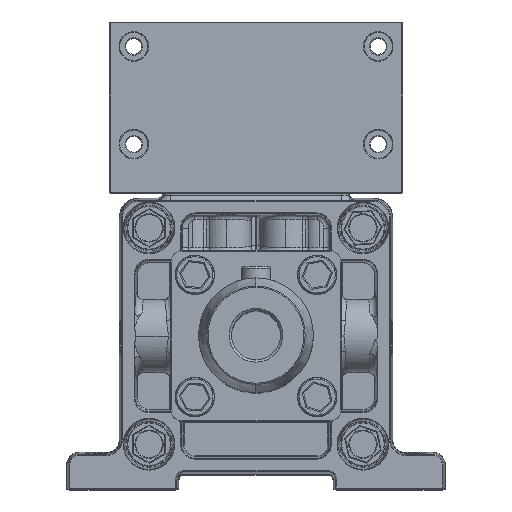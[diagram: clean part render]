
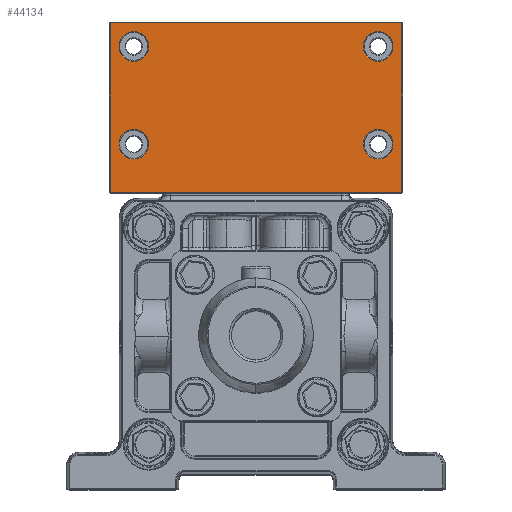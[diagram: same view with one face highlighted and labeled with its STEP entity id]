
A CAD part, top view. The second image highlights one B-rep face of the part: STEP entity #44134.
In plain terms, the highlighted planar face has unit normal (0, 0, 1).
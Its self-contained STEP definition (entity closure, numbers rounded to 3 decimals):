
#707 = CARTESIAN_POINT ( 'NONE',  ( 121.45, 141., 25. ) ) ;
#751 = CARTESIAN_POINT ( 'NONE',  ( 121.45, 181., 25. ) ) ;
#756 = CARTESIAN_POINT ( 'NONE',  ( 133.55, 181., 25. ) ) ;
#1168 = CARTESIAN_POINT ( 'NONE',  ( 137.2, 190.7, 25. ) ) ;
#1169 = CARTESIAN_POINT ( 'NONE',  ( 17.8, 190.7, 25. ) ) ;
#1170 = CARTESIAN_POINT ( 'NONE',  ( 17.8, 121.3, 25. ) ) ;
#1171 = CARTESIAN_POINT ( 'NONE',  ( 137.2, 121.3, 25. ) ) ;
#7235 = AXIS2_PLACEMENT_3D ( 'NONE', #76198, #76199, #76200 ) ;
#8392 = EDGE_CURVE ( 'NONE', #57292, #31170, #19390, .T. ) ;
#8396 = EDGE_CURVE ( 'NONE', #56925, #57261, #19412, .T. ) ;
#8399 = EDGE_CURVE ( 'NONE', #57090, #57030, #19428, .T. ) ;
#15928 = EDGE_LOOP ( 'NONE', ( #19567, #19569, #19572, #19575 ) ) ;
#15930 = EDGE_LOOP ( 'NONE', ( #19556, #19559 ) ) ;
#15931 = EDGE_LOOP ( 'NONE', ( #19545, #19548 ) ) ;
#15934 = EDGE_LOOP ( 'NONE', ( #19551, #19554 ) ) ;
#15935 = EDGE_LOOP ( 'NONE', ( #19562, #19565 ) ) ;
#19390 = CIRCLE ( 'NONE', #37424, 6.05 ) ;
#19412 = CIRCLE ( 'NONE', #37426, 6.05 ) ;
#19428 = CIRCLE ( 'NONE', #37428, 6.05 ) ;
#19545 = ORIENTED_EDGE ( 'NONE', *, *, #28127, .T. ) ;
#19548 = ORIENTED_EDGE ( 'NONE', *, *, #49543, .T. ) ;
#19551 = ORIENTED_EDGE ( 'NONE', *, *, #8392, .T. ) ;
#19554 = ORIENTED_EDGE ( 'NONE', *, *, #49544, .T. ) ;
#19556 = ORIENTED_EDGE ( 'NONE', *, *, #8396, .T. ) ;
#19559 = ORIENTED_EDGE ( 'NONE', *, *, #49545, .T. ) ;
#19562 = ORIENTED_EDGE ( 'NONE', *, *, #8399, .T. ) ;
#19565 = ORIENTED_EDGE ( 'NONE', *, *, #49546, .T. ) ;
#19567 = ORIENTED_EDGE ( 'NONE', *, *, #49547, .T. ) ;
#19569 = ORIENTED_EDGE ( 'NONE', *, *, #49548, .T. ) ;
#19572 = ORIENTED_EDGE ( 'NONE', *, *, #49549, .T. ) ;
#19575 = ORIENTED_EDGE ( 'NONE', *, *, #49550, .T. ) ;
#23950 = CARTESIAN_POINT ( 'NONE',  ( 127.5, 141., 25. ) ) ;
#23951 = DIRECTION ( 'NONE',  ( 0., 0., -1. ) ) ;
#23952 = DIRECTION ( 'NONE',  ( -1., 0., 0. ) ) ;
#23960 = CARTESIAN_POINT ( 'NONE',  ( 27.5, 141., 25. ) ) ;
#23961 = DIRECTION ( 'NONE',  ( 0., 0., -1. ) ) ;
#23962 = DIRECTION ( 'NONE',  ( -1., 0., 0. ) ) ;
#23968 = CARTESIAN_POINT ( 'NONE',  ( 27.5, 181., 25. ) ) ;
#23969 = DIRECTION ( 'NONE',  ( 0., 0., -1. ) ) ;
#23970 = DIRECTION ( 'NONE',  ( -1., 0., 0. ) ) ;
#28127 = EDGE_CURVE ( 'NONE', #31245, #31238, #75218, .T. ) ;
#31170 = VERTEX_POINT ( 'NONE', #707 ) ;
#31193 = FACE_BOUND ( 'NONE', #15931, .T. ) ;
#31196 = FACE_BOUND ( 'NONE', #15934, .T. ) ;
#31198 = FACE_BOUND ( 'NONE', #15930, .T. ) ;
#31200 = FACE_BOUND ( 'NONE', #15935, .T. ) ;
#31202 = FACE_OUTER_BOUND ( 'NONE', #15928, .T. ) ;
#31238 = VERTEX_POINT ( 'NONE', #751 ) ;
#31245 = VERTEX_POINT ( 'NONE', #756 ) ;
#31850 = VERTEX_POINT ( 'NONE', #1168 ) ;
#31851 = VERTEX_POINT ( 'NONE', #1169 ) ;
#31853 = VERTEX_POINT ( 'NONE', #1170 ) ;
#31855 = VERTEX_POINT ( 'NONE', #1171 ) ;
#33712 = PLANE ( 'NONE',  #62946 ) ;
#33714 = CARTESIAN_POINT ( 'NONE',  ( 17.5, 191., 25. ) ) ;
#33716 = DIRECTION ( 'NONE',  ( 0., 0., -1. ) ) ;
#33718 = DIRECTION ( 'NONE',  ( -1., 0., 0. ) ) ;
#35162 = AXIS2_PLACEMENT_3D ( 'NONE', #59228, #59229, #59230 ) ;
#35164 = AXIS2_PLACEMENT_3D ( 'NONE', #59231, #59232, #59233 ) ;
#35167 = AXIS2_PLACEMENT_3D ( 'NONE', #59234, #59235, #59236 ) ;
#35168 = AXIS2_PLACEMENT_3D ( 'NONE', #59237, #59238, #59239 ) ;
#37424 = AXIS2_PLACEMENT_3D ( 'NONE', #23950, #23951, #23952 ) ;
#37426 = AXIS2_PLACEMENT_3D ( 'NONE', #23960, #23961, #23962 ) ;
#37428 = AXIS2_PLACEMENT_3D ( 'NONE', #23968, #23969, #23970 ) ;
#44134 = ADVANCED_FACE ( 'NONE', ( #31193, #31196, #31198, #31200, #31202 ), #33712, .F. ) ;
#49543 = EDGE_CURVE ( 'NONE', #31238, #31245, #57497, .T. ) ;
#49544 = EDGE_CURVE ( 'NONE', #31170, #57292, #57499, .T. ) ;
#49545 = EDGE_CURVE ( 'NONE', #57261, #56925, #57503, .T. ) ;
#49546 = EDGE_CURVE ( 'NONE', #57030, #57090, #57506, .T. ) ;
#49547 = EDGE_CURVE ( 'NONE', #31850, #31851, #57505, .T. ) ;
#49548 = EDGE_CURVE ( 'NONE', #31851, #31853, #57510, .T. ) ;
#49549 = EDGE_CURVE ( 'NONE', #31853, #31855, #57514, .T. ) ;
#49550 = EDGE_CURVE ( 'NONE', #31855, #31850, #57518, .T. ) ;
#56925 = VERTEX_POINT ( 'NONE', #66750 ) ;
#57030 = VERTEX_POINT ( 'NONE', #66833 ) ;
#57090 = VERTEX_POINT ( 'NONE', #66890 ) ;
#57261 = VERTEX_POINT ( 'NONE', #67052 ) ;
#57292 = VERTEX_POINT ( 'NONE', #67080 ) ;
#57497 = CIRCLE ( 'NONE', #35162, 6.05 ) ;
#57499 = CIRCLE ( 'NONE', #35164, 6.05 ) ;
#57503 = CIRCLE ( 'NONE', #35167, 6.05 ) ;
#57505 = LINE ( 'NONE', #59240, #57508 ) ;
#57506 = CIRCLE ( 'NONE', #35168, 6.05 ) ;
#57508 = VECTOR ( 'NONE', #59241, 1000. ) ;
#57510 = LINE ( 'NONE', #59242, #57512 ) ;
#57512 = VECTOR ( 'NONE', #59243, 1000. ) ;
#57514 = LINE ( 'NONE', #59244, #57516 ) ;
#57516 = VECTOR ( 'NONE', #59245, 1000. ) ;
#57518 = LINE ( 'NONE', #59246, #57520 ) ;
#57520 = VECTOR ( 'NONE', #59247, 1000. ) ;
#59228 = CARTESIAN_POINT ( 'NONE',  ( 127.5, 181., 25. ) ) ;
#59229 = DIRECTION ( 'NONE',  ( 0., 0., -1. ) ) ;
#59230 = DIRECTION ( 'NONE',  ( -1., 0., 0. ) ) ;
#59231 = CARTESIAN_POINT ( 'NONE',  ( 127.5, 141., 25. ) ) ;
#59232 = DIRECTION ( 'NONE',  ( 0., 0., -1. ) ) ;
#59233 = DIRECTION ( 'NONE',  ( -1., 0., 0. ) ) ;
#59234 = CARTESIAN_POINT ( 'NONE',  ( 27.5, 141., 25. ) ) ;
#59235 = DIRECTION ( 'NONE',  ( 0., 0., -1. ) ) ;
#59236 = DIRECTION ( 'NONE',  ( -1., 0., 0. ) ) ;
#59237 = CARTESIAN_POINT ( 'NONE',  ( 27.5, 181., 25. ) ) ;
#59238 = DIRECTION ( 'NONE',  ( 0., 0., -1. ) ) ;
#59239 = DIRECTION ( 'NONE',  ( -1., 0., 0. ) ) ;
#59240 = CARTESIAN_POINT ( 'NONE',  ( 17.5, 190.7, 25. ) ) ;
#59241 = DIRECTION ( 'NONE',  ( -1., 0., 0. ) ) ;
#59242 = CARTESIAN_POINT ( 'NONE',  ( 17.8, 191., 25. ) ) ;
#59243 = DIRECTION ( 'NONE',  ( 0., -1., 0. ) ) ;
#59244 = CARTESIAN_POINT ( 'NONE',  ( 17.5, 121.3, 25. ) ) ;
#59245 = DIRECTION ( 'NONE',  ( 1., 0., 0. ) ) ;
#59246 = CARTESIAN_POINT ( 'NONE',  ( 137.2, 191., 25. ) ) ;
#59247 = DIRECTION ( 'NONE',  ( 0., 1., 0. ) ) ;
#62946 = AXIS2_PLACEMENT_3D ( 'NONE', #33714, #33716, #33718 ) ;
#66750 = CARTESIAN_POINT ( 'NONE',  ( 33.55, 141., 25. ) ) ;
#66833 = CARTESIAN_POINT ( 'NONE',  ( 21.45, 181., 25. ) ) ;
#66890 = CARTESIAN_POINT ( 'NONE',  ( 33.55, 181., 25. ) ) ;
#67052 = CARTESIAN_POINT ( 'NONE',  ( 21.45, 141., 25. ) ) ;
#67080 = CARTESIAN_POINT ( 'NONE',  ( 133.55, 141., 25. ) ) ;
#75218 = CIRCLE ( 'NONE', #7235, 6.05 ) ;
#76198 = CARTESIAN_POINT ( 'NONE',  ( 127.5, 181., 25. ) ) ;
#76199 = DIRECTION ( 'NONE',  ( 0., 0., -1. ) ) ;
#76200 = DIRECTION ( 'NONE',  ( -1., 0., 0. ) ) ;
